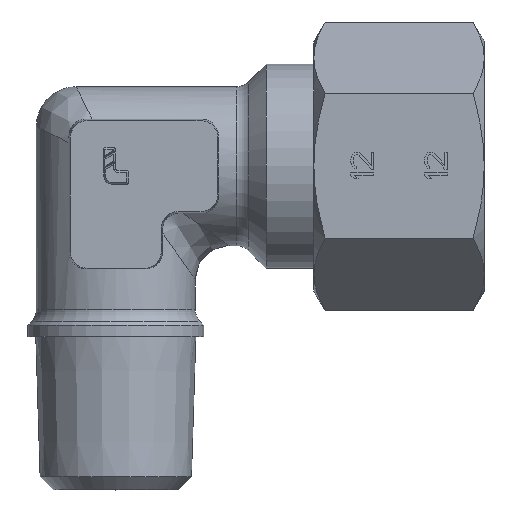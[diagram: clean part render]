
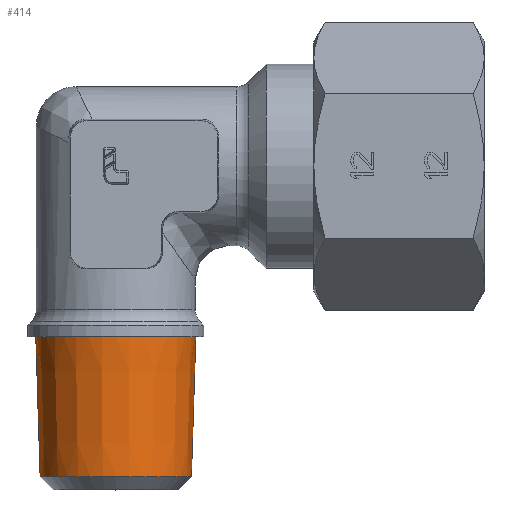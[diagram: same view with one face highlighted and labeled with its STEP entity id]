
A CAD part, top view. The second image highlights one B-rep face of the part: STEP entity #414.
In plain terms, the highlighted conical face has half-angle 1.78 degrees and reference radius 6.856 mm.
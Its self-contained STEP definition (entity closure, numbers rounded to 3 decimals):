
#414=ADVANCED_FACE('',(#1106),#1107,.T.);
#1106=FACE_OUTER_BOUND('',#2100,.T.);
#1107=CONICAL_SURFACE('',#2101,6.856,0.031);
#2100=EDGE_LOOP('',(#3504,#3505,#3506,#3507));
#2101=AXIS2_PLACEMENT_3D('',#3508,#3509,#3510);
#3504=ORIENTED_EDGE('',*,*,#6321,.T.);
#3505=ORIENTED_EDGE('',*,*,#6322,.T.);
#3506=ORIENTED_EDGE('',*,*,#6323,.T.);
#3507=ORIENTED_EDGE('',*,*,#6324,.F.);
#3508=CARTESIAN_POINT('',(0.0,-21.167,0.0));
#3509=DIRECTION('',(-0.0,1.0,-0.0));
#3510=DIRECTION('',(1.0,0.0,0.0));
#6321=EDGE_CURVE('',#7656,#7657,#7658,.T.);
#6322=EDGE_CURVE('',#7657,#7659,#7660,.T.);
#6323=EDGE_CURVE('',#7659,#7661,#7662,.T.);
#6324=EDGE_CURVE('',#7656,#7661,#7663,.T.);
#7656=VERTEX_POINT('',#9550);
#7657=VERTEX_POINT('',#9551);
#7658=LINE('',#9552,#9553);
#7659=VERTEX_POINT('',#9554);
#7660=CIRCLE('',#9555,7.047);
#7661=VERTEX_POINT('',#9556);
#7662=LINE('',#9557,#9558);
#7663=CIRCLE('',#9559,6.664);
#9550=CARTESIAN_POINT('',(6.664,-27.335,0.0));
#9551=CARTESIAN_POINT('',(7.047,-15.0,0.0));
#9552=CARTESIAN_POINT('',(6.856,-21.167,0.));
#9553=VECTOR('',#12023,1.0);
#9554=CARTESIAN_POINT('',(-7.047,-15.0,0.));
#9555=AXIS2_PLACEMENT_3D('',#12024,#12025,#12026);
#9556=CARTESIAN_POINT('',(-6.664,-27.335,0.));
#9557=CARTESIAN_POINT('',(-6.856,-21.167,0.));
#9558=VECTOR('',#12027,1.0);
#9559=AXIS2_PLACEMENT_3D('',#12028,#12029,#12030);
#12023=DIRECTION('',(0.031,1.,0.));
#12024=CARTESIAN_POINT('',(0.0,-15.0,0.0));
#12025=DIRECTION('',(0.0,-1.0,0.0));
#12026=DIRECTION('',(1.0,0.0,0.0));
#12027=DIRECTION('',(0.031,-1.,0.));
#12028=CARTESIAN_POINT('',(0.0,-27.335,0.0));
#12029=DIRECTION('',(0.0,-1.0,0.0));
#12030=DIRECTION('',(1.0,0.0,0.0));
